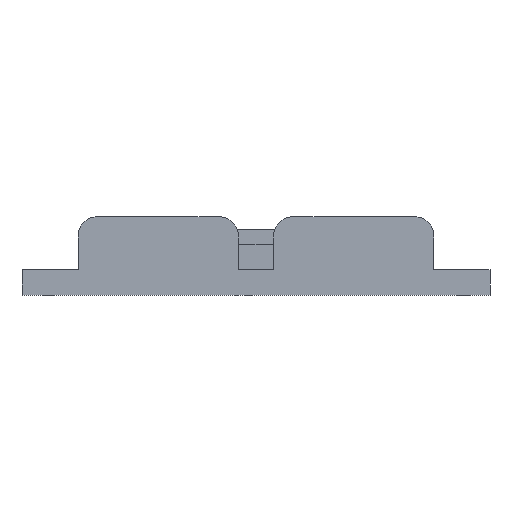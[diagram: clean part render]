
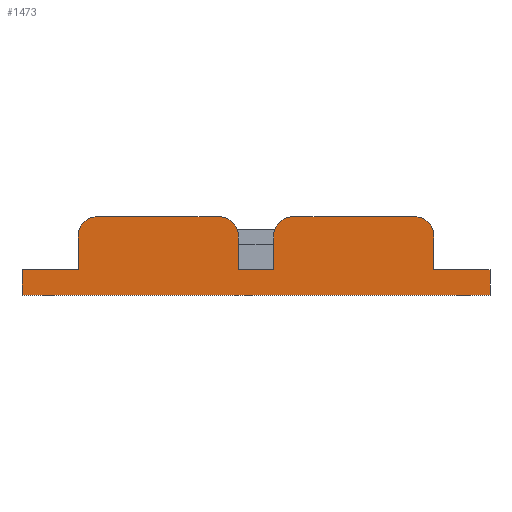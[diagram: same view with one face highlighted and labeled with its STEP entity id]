
A CAD part, front view. The second image highlights one B-rep face of the part: STEP entity #1473.
In plain terms, the highlighted planar face has unit normal (0, -1, 0).
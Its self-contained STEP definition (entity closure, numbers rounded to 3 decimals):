
#80=PLANE('',#1624);
#150=FACE_OUTER_BOUND('',#225,.T.);
#225=EDGE_LOOP('',(#1126,#1127,#1128,#1129,#1130,#1131,#1132,#1133,#1134,
#1135,#1136,#1137,#1138,#1139,#1140,#1141));
#366=LINE('',#2296,#496);
#367=LINE('',#2300,#497);
#368=LINE('',#2302,#498);
#369=LINE('',#2304,#499);
#370=LINE('',#2308,#500);
#371=LINE('',#2312,#501);
#372=LINE('',#2314,#502);
#373=LINE('',#2316,#503);
#374=LINE('',#2318,#504);
#375=LINE('',#2320,#505);
#376=LINE('',#2322,#506);
#377=LINE('',#2323,#507);
#496=VECTOR('',#1900,10.);
#497=VECTOR('',#1903,10.);
#498=VECTOR('',#1904,10.);
#499=VECTOR('',#1905,10.);
#500=VECTOR('',#1908,10.);
#501=VECTOR('',#1911,10.);
#502=VECTOR('',#1912,10.);
#503=VECTOR('',#1913,10.);
#504=VECTOR('',#1914,10.);
#505=VECTOR('',#1915,10.);
#506=VECTOR('',#1916,10.);
#507=VECTOR('',#1917,10.);
#655=CIRCLE('',#1623,1.2);
#656=CIRCLE('',#1625,1.2);
#657=CIRCLE('',#1626,1.2);
#658=CIRCLE('',#1627,1.2);
#728=VERTEX_POINT('',#2289);
#729=VERTEX_POINT('',#2291);
#730=VERTEX_POINT('',#2295);
#731=VERTEX_POINT('',#2297);
#732=VERTEX_POINT('',#2299);
#733=VERTEX_POINT('',#2301);
#734=VERTEX_POINT('',#2303);
#735=VERTEX_POINT('',#2305);
#736=VERTEX_POINT('',#2307);
#737=VERTEX_POINT('',#2309);
#738=VERTEX_POINT('',#2311);
#739=VERTEX_POINT('',#2313);
#740=VERTEX_POINT('',#2315);
#741=VERTEX_POINT('',#2317);
#742=VERTEX_POINT('',#2319);
#743=VERTEX_POINT('',#2321);
#892=EDGE_CURVE('',#728,#729,#655,.T.);
#894=EDGE_CURVE('',#730,#728,#366,.T.);
#895=EDGE_CURVE('',#731,#730,#656,.T.);
#896=EDGE_CURVE('',#732,#731,#367,.T.);
#897=EDGE_CURVE('',#733,#732,#368,.T.);
#898=EDGE_CURVE('',#733,#734,#369,.T.);
#899=EDGE_CURVE('',#735,#734,#657,.T.);
#900=EDGE_CURVE('',#736,#735,#370,.T.);
#901=EDGE_CURVE('',#737,#736,#658,.T.);
#902=EDGE_CURVE('',#738,#737,#371,.T.);
#903=EDGE_CURVE('',#739,#738,#372,.T.);
#904=EDGE_CURVE('',#740,#739,#373,.T.);
#905=EDGE_CURVE('',#740,#741,#374,.T.);
#906=EDGE_CURVE('',#741,#742,#375,.T.);
#907=EDGE_CURVE('',#743,#742,#376,.T.);
#908=EDGE_CURVE('',#743,#729,#377,.T.);
#1126=ORIENTED_EDGE('',*,*,#892,.F.);
#1127=ORIENTED_EDGE('',*,*,#894,.F.);
#1128=ORIENTED_EDGE('',*,*,#895,.F.);
#1129=ORIENTED_EDGE('',*,*,#896,.F.);
#1130=ORIENTED_EDGE('',*,*,#897,.F.);
#1131=ORIENTED_EDGE('',*,*,#898,.T.);
#1132=ORIENTED_EDGE('',*,*,#899,.F.);
#1133=ORIENTED_EDGE('',*,*,#900,.F.);
#1134=ORIENTED_EDGE('',*,*,#901,.F.);
#1135=ORIENTED_EDGE('',*,*,#902,.F.);
#1136=ORIENTED_EDGE('',*,*,#903,.F.);
#1137=ORIENTED_EDGE('',*,*,#904,.F.);
#1138=ORIENTED_EDGE('',*,*,#905,.T.);
#1139=ORIENTED_EDGE('',*,*,#906,.T.);
#1140=ORIENTED_EDGE('',*,*,#907,.F.);
#1141=ORIENTED_EDGE('',*,*,#908,.T.);
#1473=ADVANCED_FACE('',(#150),#80,.T.);
#1623=AXIS2_PLACEMENT_3D('',#2292,#1895,#1896);
#1624=AXIS2_PLACEMENT_3D('',#2294,#1898,#1899);
#1625=AXIS2_PLACEMENT_3D('',#2298,#1901,#1902);
#1626=AXIS2_PLACEMENT_3D('',#2306,#1906,#1907);
#1627=AXIS2_PLACEMENT_3D('',#2310,#1909,#1910);
#1895=DIRECTION('center_axis',(0.,1.,0.));
#1896=DIRECTION('ref_axis',(0.707,0.,0.707));
#1898=DIRECTION('center_axis',(0.,-1.,0.));
#1899=DIRECTION('ref_axis',(1.,0.,0.));
#1900=DIRECTION('',(1.,0.,0.));
#1901=DIRECTION('center_axis',(0.,1.,0.));
#1902=DIRECTION('ref_axis',(-0.707,0.,0.707));
#1903=DIRECTION('',(0.,0.,1.));
#1904=DIRECTION('',(1.,0.,0.));
#1905=DIRECTION('',(0.,0.,1.));
#1906=DIRECTION('center_axis',(0.,1.,0.));
#1907=DIRECTION('ref_axis',(0.707,0.,0.707));
#1908=DIRECTION('',(1.,0.,0.));
#1909=DIRECTION('center_axis',(0.,1.,0.));
#1910=DIRECTION('ref_axis',(-0.707,0.,0.707));
#1911=DIRECTION('',(0.,0.,1.));
#1912=DIRECTION('',(1.,0.,0.));
#1913=DIRECTION('',(0.,0.,1.));
#1914=DIRECTION('',(1.,0.,0.));
#1915=DIRECTION('',(0.,0.,1.));
#1916=DIRECTION('',(1.,0.,0.));
#1917=DIRECTION('',(0.,0.,1.));
#2289=CARTESIAN_POINT('',(9.9,0.,4.9));
#2291=CARTESIAN_POINT('',(11.1,0.,3.7));
#2292=CARTESIAN_POINT('Origin',(9.9,0.,3.7));
#2294=CARTESIAN_POINT('Origin',(-14.6,0.,0.));
#2295=CARTESIAN_POINT('',(2.3,0.,4.9));
#2296=CARTESIAN_POINT('',(1.1,0.,4.9));
#2297=CARTESIAN_POINT('',(1.1,0.,3.7));
#2298=CARTESIAN_POINT('Origin',(2.3,0.,3.7));
#2299=CARTESIAN_POINT('',(1.1,0.,1.6));
#2300=CARTESIAN_POINT('',(1.1,0.,0.));
#2301=CARTESIAN_POINT('',(-1.1,0.,1.6));
#2302=CARTESIAN_POINT('',(-14.6,0.,1.6));
#2303=CARTESIAN_POINT('',(-1.1,0.,3.7));
#2304=CARTESIAN_POINT('',(-1.1,0.,0.));
#2305=CARTESIAN_POINT('',(-2.3,0.,4.9));
#2306=CARTESIAN_POINT('Origin',(-2.3,0.,3.7));
#2307=CARTESIAN_POINT('',(-9.9,0.,4.9));
#2308=CARTESIAN_POINT('',(-11.1,0.,4.9));
#2309=CARTESIAN_POINT('',(-11.1,0.,3.7));
#2310=CARTESIAN_POINT('Origin',(-9.9,0.,3.7));
#2311=CARTESIAN_POINT('',(-11.1,0.,1.6));
#2312=CARTESIAN_POINT('',(-11.1,0.,0.));
#2313=CARTESIAN_POINT('',(-14.6,0.,1.6));
#2314=CARTESIAN_POINT('',(-14.6,0.,1.6));
#2315=CARTESIAN_POINT('',(-14.6,0.,0.));
#2316=CARTESIAN_POINT('',(-14.6,0.,0.));
#2317=CARTESIAN_POINT('',(14.6,0.,0.));
#2318=CARTESIAN_POINT('',(-14.6,0.,0.));
#2319=CARTESIAN_POINT('',(14.6,0.,1.6));
#2320=CARTESIAN_POINT('',(14.6,0.,0.));
#2321=CARTESIAN_POINT('',(11.1,0.,1.6));
#2322=CARTESIAN_POINT('',(-14.6,0.,1.6));
#2323=CARTESIAN_POINT('',(11.1,0.,0.));
